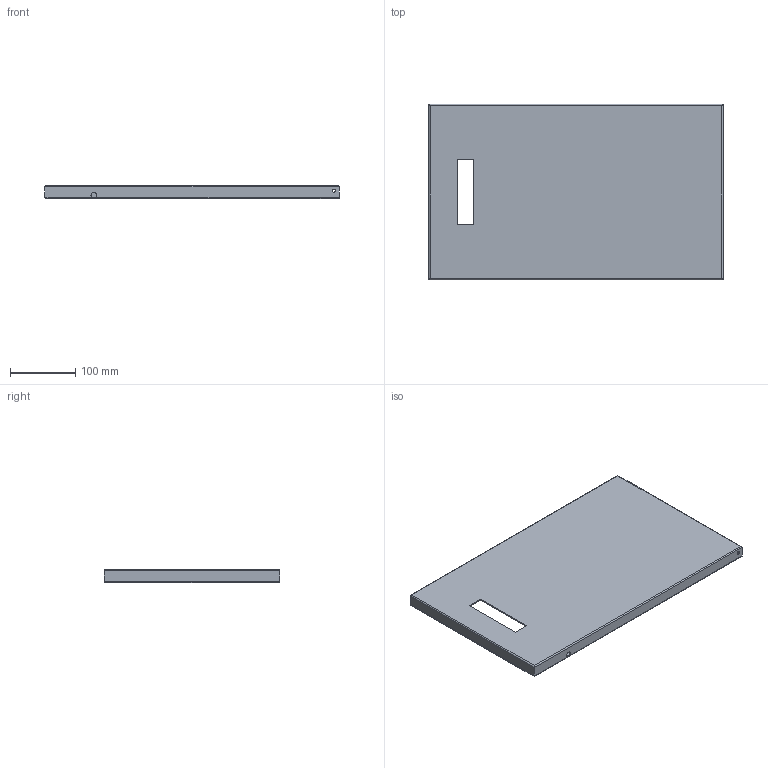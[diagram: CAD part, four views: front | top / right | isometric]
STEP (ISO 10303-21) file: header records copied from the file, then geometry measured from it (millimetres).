
FILE_DESCRIPTION (( 'STEP AP214' ), '1' );
FILE_NAME ('Pintu Monitor.STEP', '2024-04-17T03:02:53', ( '' ), ( '' ), 'SwSTEP 2.0', 'SolidWorks 2022', '' );
FILE_SCHEMA (( 'AUTOMOTIVE_DESIGN' ));
Length unit declared in the file: millimetre
Products named in the file (1): Pintu Monitor
Bounding box: 451 x 269 x 20 mm (x, y, z)
Volume: 313128.1 mm3; surface area: 313618.8 mm2
Topology: 1 solids, 1 shells, 41 faces, 107 edges, 66 vertices
Faces by surface type: plane 21, cylinder 20
Entity records: 1307 total; most frequent: CARTESIAN_POINT 267, ORIENTED_EDGE 214, DIRECTION 201, EDGE_CURVE 107, LINE 73, VECTOR 73, VERTEX_POINT 66, AXIS2_PLACEMENT_3D 64
